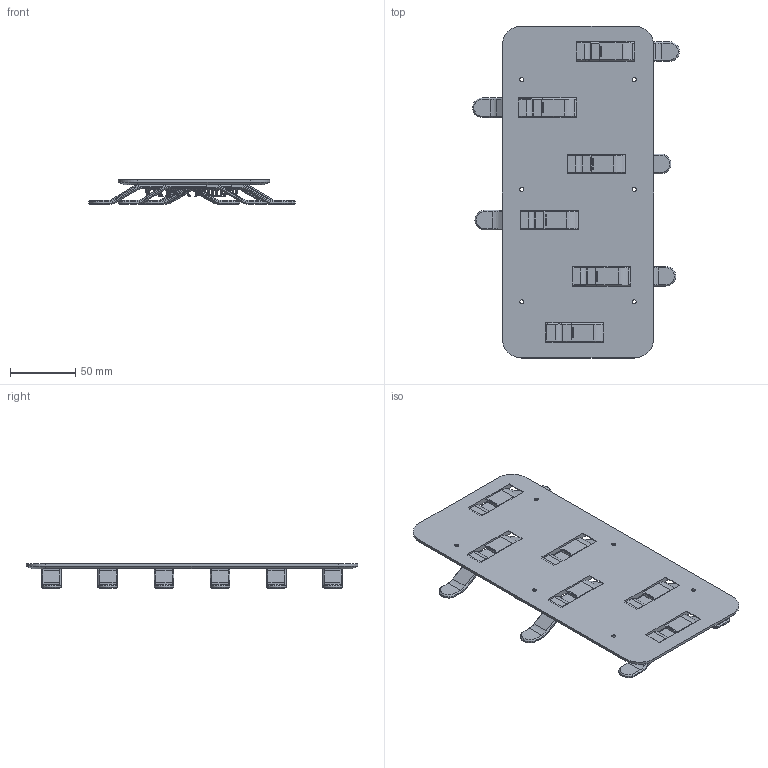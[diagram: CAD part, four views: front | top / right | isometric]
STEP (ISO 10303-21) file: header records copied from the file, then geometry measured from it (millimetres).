
FILE_DESCRIPTION(/* description */ (''),/* implementation_level */ '2;1');
FILE_NAME(/* name */ 'cable-hanger-V2.0.stp',/* time_stamp */ '2024-09-25T23:29:08+01:00',/* author */ ('iwheard'),/* organization */ (''),/* preprocessor_version */ 'ST-DEVELOPER v19',/* originating_system */ 'Autodesk Inventor 2023',/* authorisation */ '');
FILE_SCHEMA (('AUTOMOTIVE_DESIGN { 1 0 10303 214 3 1 1 }'));
Length unit declared in the file: millimetre
Products named in the file (3): cable-hanger-hook; backplate-0; cable-hanger
Assembly tree (7 placements, depth 2):
  cable-hanger-hook
    cable-hanger  x6
    backplate-0
Bounding box: 158.28 x 254 x 19 mm (x, y, z)
Volume: 137258.9 mm3; surface area: 90589.5 mm2
Topology: 7 solids, 7 shells, 1200 faces, 3082 edges, 1920 vertices
Faces by surface type: plane 568, cone 394, cylinder 238
Full cylindrical faces by diameter (mm): 3.1 x6
Entity records: 9755 total; most frequent: CARTESIAN_POINT 1873, ORIENTED_EDGE 1634, DIRECTION 1587, EDGE_CURVE 817, LINE 551, VECTOR 551, VERTEX_POINT 520, AXIS2_PLACEMENT_3D 518
